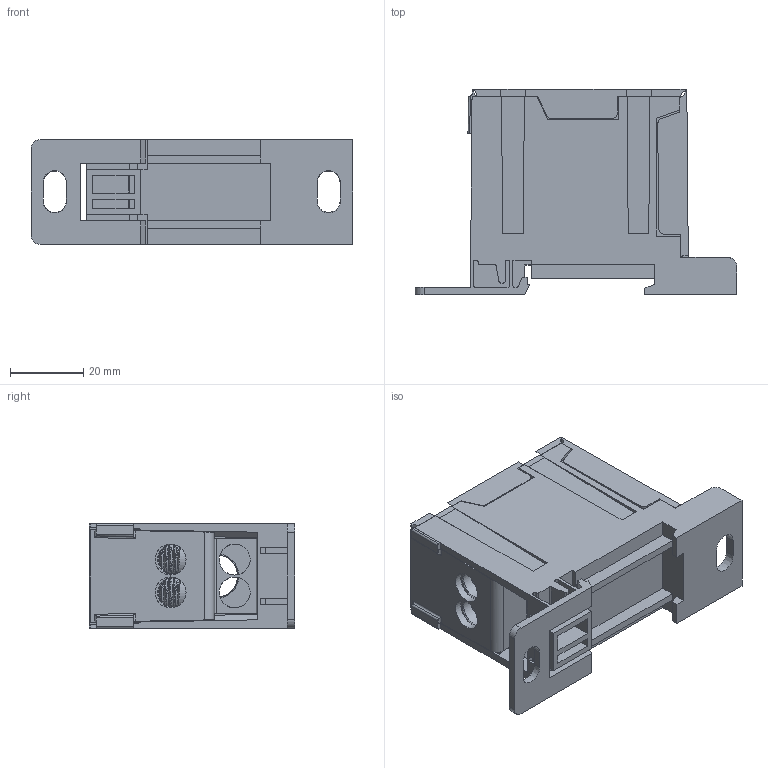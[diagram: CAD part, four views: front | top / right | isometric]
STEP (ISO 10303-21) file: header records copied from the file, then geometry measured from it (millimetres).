
FILE_DESCRIPTION (( 'STEP AP203' ), '1' );
FILE_NAME ('420005.STEP', '2013-07-12T17:32:24', ( '' ), ( '' ), 'SwSTEP 2.0', 'SolidWorks 2012', '' );
FILE_SCHEMA (( 'CONFIG_CONTROL_DESIGN' ));
Length unit declared in the file: inch
Products named in the file (1): 420005
Bounding box: 87.71 x 56.06 x 28.57 mm (x, y, z)
Surface area: 31556.2 mm2 (no closed solid volume)
Topology: 0 solids, 14 shells, 358 faces, 1281 edges, 895 vertices
Faces by surface type: plane 270, cylinder 79, cone 7, bspline 2
Full cylindrical faces by diameter (mm): 5.08 x4, 7.62 x1, 8.001 x2, 8.407 x2, 8.433 x4, 11.506 x1, 11.811 x1, 11.938 x1, 13.462 x1
Entity records: 15123 total; most frequent: CARTESIAN_POINT 4298, ORIENTED_EDGE 2134, DIRECTION 2077, EDGE_CURVE 1257, LINE 1049, VECTOR 1049, VERTEX_POINT 891, AXIS2_PLACEMENT_3D 514
